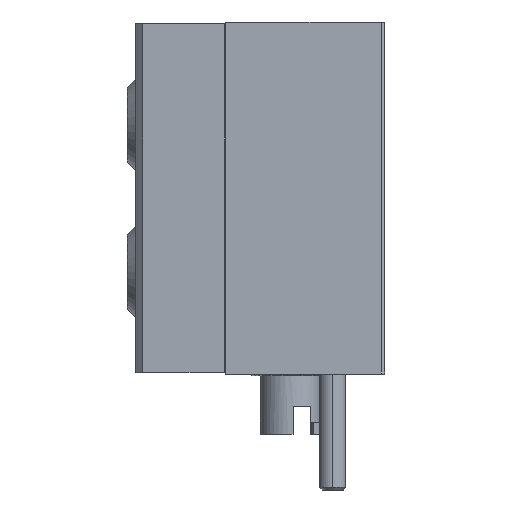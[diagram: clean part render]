
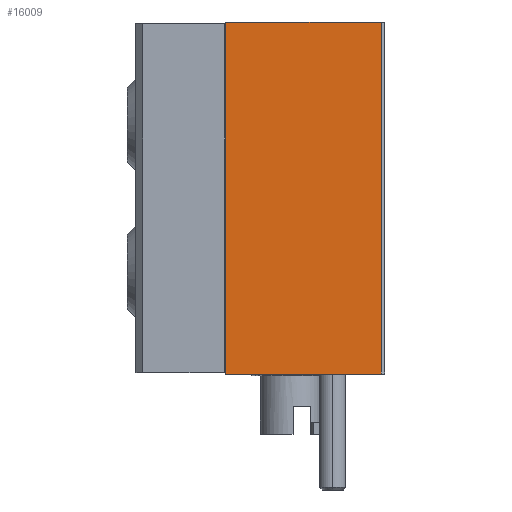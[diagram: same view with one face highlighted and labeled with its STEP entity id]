
A CAD part, left-side view. The second image highlights one B-rep face of the part: STEP entity #16009.
In plain terms, the highlighted planar face has unit normal (-1, 0, 0).
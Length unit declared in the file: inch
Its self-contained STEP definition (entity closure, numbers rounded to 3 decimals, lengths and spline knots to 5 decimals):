
#155 = ORIENTED_EDGE ( 'NONE', *, *, #1356, .F. ) ;
#1094 = CARTESIAN_POINT ( 'NONE',  ( 0., 0.93701, -1.03543 ) ) ;
#1356 = EDGE_CURVE ( 'NONE', #8978, #15740, #21446, .T. ) ;
#1436 = VECTOR ( 'NONE', #3351, 39.37008 ) ;
#2321 = CARTESIAN_POINT ( 'NONE',  ( 0., 0.93701, -1.03543 ) ) ;
#2459 = ORIENTED_EDGE ( 'NONE', *, *, #4655, .T. ) ;
#2654 = LINE ( 'NONE', #5038, #15511 ) ;
#3028 = ORIENTED_EDGE ( 'NONE', *, *, #9239, .T. ) ;
#3351 = DIRECTION ( 'NONE',  ( 0., -1., 0. ) ) ;
#3855 = PLANE ( 'NONE',  #14469 ) ;
#4655 = EDGE_CURVE ( 'NONE', #8978, #19454, #2654, .T. ) ;
#5038 = CARTESIAN_POINT ( 'NONE',  ( 0., 0.93701, 1.03543 ) ) ;
#6022 = VERTEX_POINT ( 'NONE', #12091 ) ;
#8781 = DIRECTION ( 'NONE',  ( 0., 0., -1. ) ) ;
#8807 = LINE ( 'NONE', #1094, #1436 ) ;
#8978 = VERTEX_POINT ( 'NONE', #18242 ) ;
#9239 = EDGE_CURVE ( 'NONE', #19454, #6022, #8807, .T. ) ;
#9477 = CARTESIAN_POINT ( 'NONE',  ( 0., 0.93701, 1.03543 ) ) ;
#9622 = EDGE_CURVE ( 'NONE', #15740, #6022, #24978, .T. ) ;
#9710 = DIRECTION ( 'NONE',  ( 0., 0., -1. ) ) ;
#10529 = CARTESIAN_POINT ( 'NONE',  ( 0., 0.01969, 1.03543 ) ) ;
#12091 = CARTESIAN_POINT ( 'NONE',  ( 0., 0.01969, -1.03543 ) ) ;
#12315 = VECTOR ( 'NONE', #15335, 39.37008 ) ;
#14469 = AXIS2_PLACEMENT_3D ( 'NONE', #19806, #20063, #9710 ) ;
#15335 = DIRECTION ( 'NONE',  ( 0., -1., 0. ) ) ;
#15511 = VECTOR ( 'NONE', #17133, 39.37008 ) ;
#15740 = VERTEX_POINT ( 'NONE', #10529 ) ;
#15888 = VECTOR ( 'NONE', #8781, 39.37008 ) ;
#16009 = ADVANCED_FACE ( 'NONE', ( #24053 ), #3855, .F. ) ;
#17133 = DIRECTION ( 'NONE',  ( 0., 0., -1. ) ) ;
#18242 = CARTESIAN_POINT ( 'NONE',  ( 0., 0.93701, 1.03543 ) ) ;
#18991 = CARTESIAN_POINT ( 'NONE',  ( 0., 0.01969, 1.03543 ) ) ;
#19454 = VERTEX_POINT ( 'NONE', #2321 ) ;
#19806 = CARTESIAN_POINT ( 'NONE',  ( 0., 0.93701, 1.03543 ) ) ;
#20063 = DIRECTION ( 'NONE',  ( 1., 0., 0. ) ) ;
#21446 = LINE ( 'NONE', #9477, #12315 ) ;
#21514 = EDGE_LOOP ( 'NONE', ( #3028, #22900, #155, #2459 ) ) ;
#22900 = ORIENTED_EDGE ( 'NONE', *, *, #9622, .F. ) ;
#24053 = FACE_OUTER_BOUND ( 'NONE', #21514, .T. ) ;
#24978 = LINE ( 'NONE', #18991, #15888 ) ;
